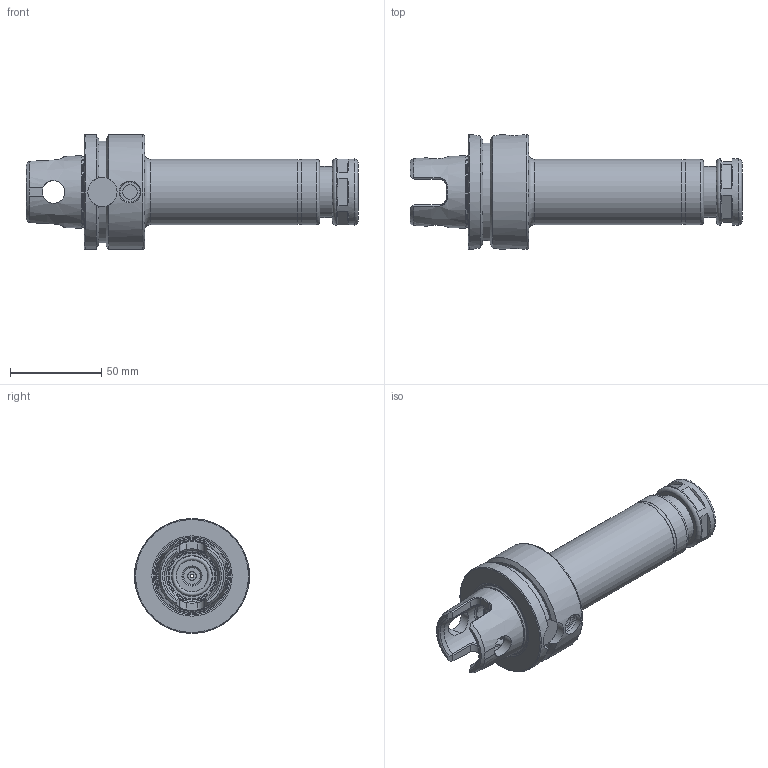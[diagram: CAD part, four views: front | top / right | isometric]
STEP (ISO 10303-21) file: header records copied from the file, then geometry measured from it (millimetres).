
FILE_DESCRIPTION((''),'2;1');
FILE_NAME('126011216150-3D.stp','2020-07-23T13:30:00',('nttooll'),(''),'Autodesk Inventor 2012','Autodesk Inventor 2012','');
FILE_SCHEMA(('AUTOMOTIVE_DESIGN { 1 0 10303 214 1 1 1 1 }'));
Length unit declared in the file: millimetre
Products named in the file (1): 126011216150-3D
Bounding box: 182 x 63 x 63 mm (x, y, z)
Volume: 197054.3 mm3; surface area: 42770.4 mm2
Topology: 1 solids, 1 shells, 182 faces, 397 edges, 247 vertices
Faces by surface type: plane 69, cylinder 49, cone 30, bspline 20, torus 14
Full cylindrical faces by diameter (mm): 2 x1, 4.5 x1, 5 x1, 8 x2, 9.2 x1, 10 x2, 11 x2, 12 x2, 12.5 x2, 12.8 x1, 13.319 x1, 15.8 x1, 15.9 x1, 16 x2, 16.3 x1, 16.4 x2, 17 x2, 17.4 x1, 17.5 x1, 20 x1, 22.1 x1, 24.5 x1, 26 x1, 28 x3, 35.6 x1, 36 x2, 36.3 x1, 39.4 x1, 63 x2
Entity records: 5188 total; most frequent: CARTESIAN_POINT 1753, DIRECTION 650, ORIENTED_EDGE 612, EDGE_CURVE 306, AXIS2_PLACEMENT_3D 301, EDGE_LOOP 296, VERTEX_POINT 234, FACE_OUTER_BOUND 182
